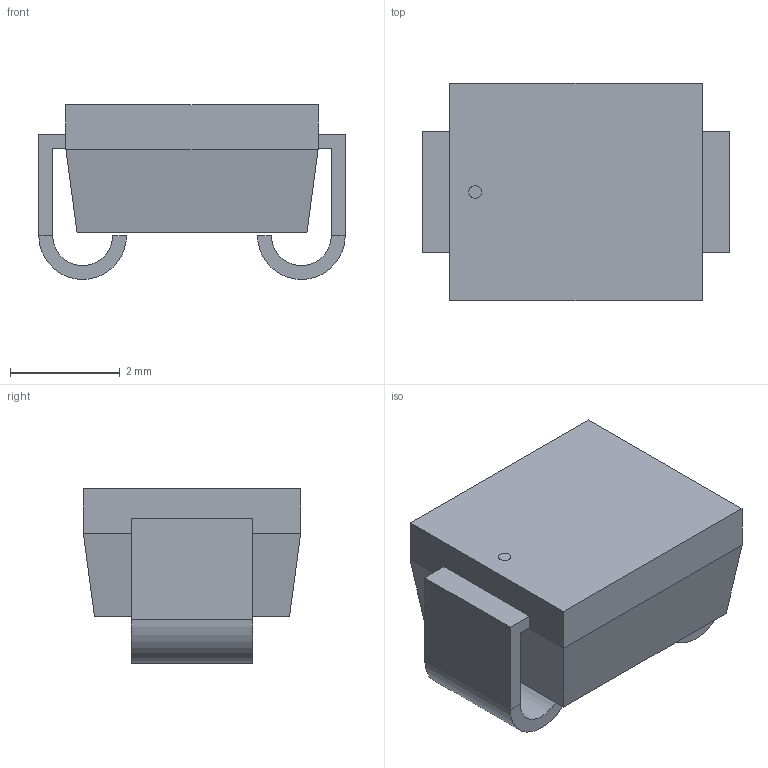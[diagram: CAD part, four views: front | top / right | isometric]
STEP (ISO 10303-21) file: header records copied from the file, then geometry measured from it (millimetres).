
FILE_DESCRIPTION(('CAx-IF Rec.Pracs.---Model Styling and Organization---1.5---2016-08-15','CAx-IF Rec.Pracs.---Geometric and Assembly Validation Properties---4.4---2016-08-17','CAx-IF Rec.Pracs.---User Defined Attributes---1.5---2016-08-15','CAx-IF Rec.Pracs.---External References---2.1---2005-01-19'),'2;1');
FILE_NAME('SMB_STM.step','2020-08-13T11:54:42',('Unspecified'),('Unspecified'),'CAD Exchanger 3.8.1 (cadexchanger.com)','Unspecified','');
FILE_SCHEMA(('AUTOMOTIVE_DESIGN { 1 0 10303 214 1 1 1 1 }'));
Length unit declared in the file: millimetre
Products named in the file (1): product
Bounding box: 5.59 x 3.96 x 3.19 mm (x, y, z)
Volume: 44.7 mm3; surface area: 115.9 mm2
Topology: 4 solids, 4 shells, 37 faces, 75 edges, 46 vertices
Faces by surface type: plane 32, cylinder 5
Full cylindrical faces by diameter (mm): 0.23 x1
Entity records: 1243 total; most frequent: CARTESIAN_POINT 160, DIRECTION 160, ORIENTED_EDGE 150, EDGE_CURVE 75, LINE 64, VECTOR 64, AXIS2_PLACEMENT_3D 48, VERTEX_POINT 46
